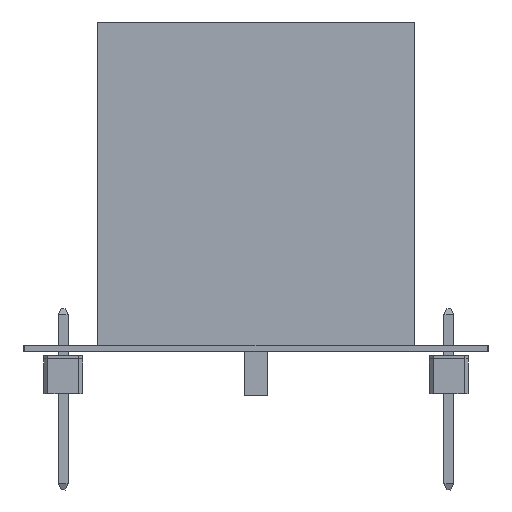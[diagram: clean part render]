
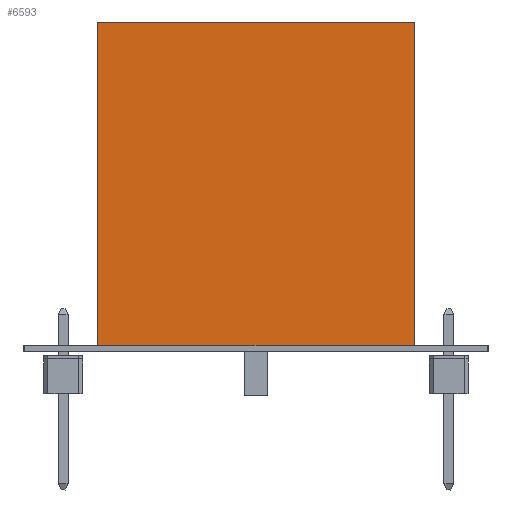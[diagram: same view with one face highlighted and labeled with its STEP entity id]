
A CAD part, front view. The second image highlights one B-rep face of the part: STEP entity #6593.
In plain terms, the highlighted face is planar.
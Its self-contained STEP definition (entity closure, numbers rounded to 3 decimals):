
#5397 = VERTEX_POINT('',#5398);
#5398 = CARTESIAN_POINT('',(-38.85,0.,-10.45));
#5404 = EDGE_CURVE('',#5405,#5397,#5407,.T.);
#5405 = VERTEX_POINT('',#5406);
#5406 = CARTESIAN_POINT('',(-38.85,21.31,-10.45));
#5407 = LINE('',#5408,#5409);
#5408 = CARTESIAN_POINT('',(-38.85,21.31,-10.45));
#5409 = VECTOR('',#5410,1.);
#5410 = DIRECTION('',(-0.,-1.,-0.));
#5689 = VERTEX_POINT('',#5690);
#5690 = CARTESIAN_POINT('',(-38.85,0.,10.45));
#5696 = EDGE_CURVE('',#5689,#5397,#5697,.T.);
#5697 = LINE('',#5698,#5699);
#5698 = CARTESIAN_POINT('',(-38.85,0.,-0.));
#5699 = VECTOR('',#5700,1.);
#5700 = DIRECTION('',(0.,0.,-1.));
#6133 = EDGE_CURVE('',#6134,#5405,#6136,.T.);
#6134 = VERTEX_POINT('',#6135);
#6135 = CARTESIAN_POINT('',(-38.85,21.31,10.45));
#6136 = LINE('',#6137,#6138);
#6137 = CARTESIAN_POINT('',(-38.85,21.31,0.));
#6138 = VECTOR('',#6139,1.);
#6139 = DIRECTION('',(0.,0.,-1.));
#6559 = EDGE_CURVE('',#6134,#5689,#6560,.T.);
#6560 = LINE('',#6561,#6562);
#6561 = CARTESIAN_POINT('',(-38.85,21.31,10.45));
#6562 = VECTOR('',#6563,1.);
#6563 = DIRECTION('',(-0.,-1.,-0.));
#6593 = ADVANCED_FACE('',(#6594),#6600,.T.);
#6594 = FACE_BOUND('',#6595,.T.);
#6595 = EDGE_LOOP('',(#6596,#6597,#6598,#6599));
#6596 = ORIENTED_EDGE('',*,*,#5696,.F.);
#6597 = ORIENTED_EDGE('',*,*,#6559,.F.);
#6598 = ORIENTED_EDGE('',*,*,#6133,.T.);
#6599 = ORIENTED_EDGE('',*,*,#5404,.T.);
#6600 = PLANE('',#6601);
#6601 = AXIS2_PLACEMENT_3D('',#6602,#6603,#6604);
#6602 = CARTESIAN_POINT('',(-38.85,21.31,0.));
#6603 = DIRECTION('',(-1.,0.,0.));
#6604 = DIRECTION('',(0.,0.,1.));
